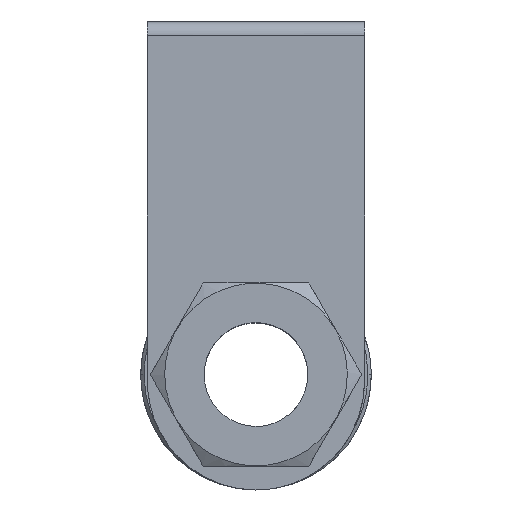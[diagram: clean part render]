
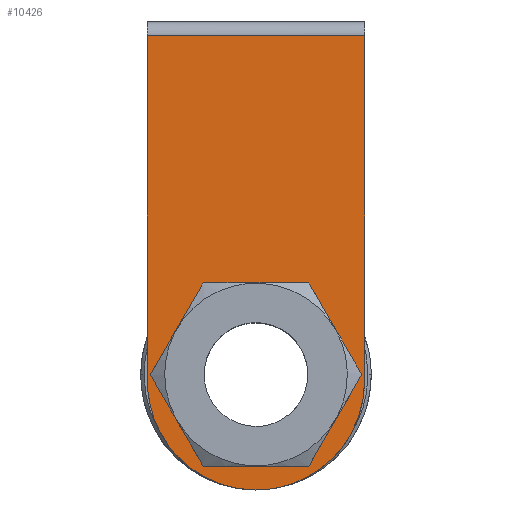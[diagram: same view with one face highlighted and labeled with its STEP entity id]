
A CAD part, top view. The second image highlights one B-rep face of the part: STEP entity #10426.
In plain terms, the highlighted planar face has unit normal (0, 0, 1).
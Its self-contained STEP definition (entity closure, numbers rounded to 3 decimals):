
#235 = VERTEX_POINT ( 'NONE', #5160 ) ;
#477 = ORIENTED_EDGE ( 'NONE', *, *, #11877, .F. ) ;
#541 = CARTESIAN_POINT ( 'NONE',  ( -16., 32.5, 37.5 ) ) ;
#613 = EDGE_LOOP ( 'NONE', ( #9854, #477 ) ) ;
#624 = CARTESIAN_POINT ( 'NONE',  ( -9.1, -17.5, 37.5 ) ) ;
#936 = VERTEX_POINT ( 'NONE', #6267 ) ;
#944 = CARTESIAN_POINT ( 'NONE',  ( 16., 32.5, 37.5 ) ) ;
#1254 = ORIENTED_EDGE ( 'NONE', *, *, #2713, .T. ) ;
#1485 = EDGE_LOOP ( 'NONE', ( #8137, #1254, #8166, #3727, #11064 ) ) ;
#2362 = CARTESIAN_POINT ( 'NONE',  ( -16., 32.5, 37.5 ) ) ;
#2713 = EDGE_CURVE ( 'NONE', #4233, #3938, #9252, .T. ) ;
#2820 = CARTESIAN_POINT ( 'NONE',  ( 16., -18.5, 37.5 ) ) ;
#3303 = CARTESIAN_POINT ( 'NONE',  ( 9.1, -17.5, 37.5 ) ) ;
#3697 = DIRECTION ( 'NONE',  ( 0., -1., 0. ) ) ;
#3716 = VECTOR ( 'NONE', #8989, 1000. ) ;
#3727 = ORIENTED_EDGE ( 'NONE', *, *, #10294, .F. ) ;
#3768 = CARTESIAN_POINT ( 'NONE',  ( 0., -34.5, 37.5 ) ) ;
#3792 =( BOUNDED_CURVE ( )  B_SPLINE_CURVE ( 4, ( #12945, #8375, #14189, #12795, #11786 ),
 .UNSPECIFIED., .F., .T. ) 
 B_SPLINE_CURVE_WITH_KNOTS ( ( 5, 5 ),
 ( 0., 28.588 ),
 .UNSPECIFIED. ) 
 CURVE ( )  GEOMETRIC_REPRESENTATION_ITEM ( )  RATIONAL_B_SPLINE_CURVE ( ( 1., 0.707, 0.667, 0.707, 1. ) ) 
 REPRESENTATION_ITEM ( '' )  );
#3938 = VERTEX_POINT ( 'NONE', #12689 ) ;
#4233 = VERTEX_POINT ( 'NONE', #541 ) ;
#4373 = VERTEX_POINT ( 'NONE', #9658 ) ;
#4439 = CARTESIAN_POINT ( 'NONE',  ( 0., -34.5, 37.5 ) ) ;
#4582 = CARTESIAN_POINT ( 'NONE',  ( -16., -34.5, 37.5 ) ) ;
#4671 = EDGE_CURVE ( 'NONE', #4373, #3938, #12694, .T. ) ;
#5035 = VERTEX_POINT ( 'NONE', #624 ) ;
#5160 = CARTESIAN_POINT ( 'NONE',  ( 16., -18.5, 37.5 ) ) ;
#6267 = CARTESIAN_POINT ( 'NONE',  ( 9.1, -17.5, 37.5 ) ) ;
#7001 = VECTOR ( 'NONE', #10826, 1000. ) ;
#7119 = PLANE ( 'NONE',  #8610 ) ;
#7211 = VECTOR ( 'NONE', #13326, 1000. ) ;
#7517 = CARTESIAN_POINT ( 'NONE',  ( 0., -3.85, 37.5 ) ) ;
#7594 = CARTESIAN_POINT ( 'NONE',  ( 9.1, -8.4, 37.5 ) ) ;
#8100 = CARTESIAN_POINT ( 'NONE',  ( -16., 32.5, 37.5 ) ) ;
#8137 = ORIENTED_EDGE ( 'NONE', *, *, #8943, .F. ) ;
#8166 = ORIENTED_EDGE ( 'NONE', *, *, #4671, .F. ) ;
#8270 = DIRECTION ( 'NONE',  ( 0., 0., -1. ) ) ;
#8375 = CARTESIAN_POINT ( 'NONE',  ( -9.1, -26.6, 37.5 ) ) ;
#8495 = EDGE_CURVE ( 'NONE', #5035, #936, #3792, .T. ) ;
#8610 = AXIS2_PLACEMENT_3D ( 'NONE', #3768, #8270, #3697 ) ;
#8719 = LINE ( 'NONE', #944, #7001 ) ;
#8843 = VERTEX_POINT ( 'NONE', #12296 ) ;
#8877 = CARTESIAN_POINT ( 'NONE',  ( -16., -18.5, 37.5 ) ) ;
#8943 = EDGE_CURVE ( 'NONE', #4233, #8843, #11083, .T. ) ;
#8989 = DIRECTION ( 'NONE',  ( 0., -1., 0. ) ) ;
#9227 = FACE_BOUND ( 'NONE', #613, .T. ) ;
#9252 = LINE ( 'NONE', #8100, #3716 ) ;
#9658 = CARTESIAN_POINT ( 'NONE',  ( 0., -34.5, 37.5 ) ) ;
#9843 = CARTESIAN_POINT ( 'NONE',  ( -9.1, -17.5, 37.5 ) ) ;
#9854 = ORIENTED_EDGE ( 'NONE', *, *, #8495, .F. ) ;
#10137 =( BOUNDED_CURVE ( )  B_SPLINE_CURVE ( 2, ( #2820, #13713, #10261 ),
 .UNSPECIFIED., .F., .F. ) 
 B_SPLINE_CURVE_WITH_KNOTS ( ( 3, 3 ),
 ( 50.265, 75.398 ),
 .UNSPECIFIED. ) 
 CURVE ( )  GEOMETRIC_REPRESENTATION_ITEM ( )  RATIONAL_B_SPLINE_CURVE ( ( 1., 0.707, 1. ) ) 
 REPRESENTATION_ITEM ( '' )  );
#10261 = CARTESIAN_POINT ( 'NONE',  ( 0., -34.5, 37.5 ) ) ;
#10294 = EDGE_CURVE ( 'NONE', #235, #4373, #10137, .T. ) ;
#10426 = ADVANCED_FACE ( 'NONE', ( #11538, #9227 ), #7119, .F. ) ;
#10826 = DIRECTION ( 'NONE',  ( 0., -1., 0. ) ) ;
#11064 = ORIENTED_EDGE ( 'NONE', *, *, #13468, .F. ) ;
#11083 = LINE ( 'NONE', #2362, #7211 ) ;
#11538 = FACE_OUTER_BOUND ( 'NONE', #1485, .T. ) ;
#11678 =( BOUNDED_CURVE ( )  B_SPLINE_CURVE ( 4, ( #3303, #7594, #7517, #12161, #9843 ),
 .UNSPECIFIED., .F., .T. ) 
 B_SPLINE_CURVE_WITH_KNOTS ( ( 5, 5 ),
 ( 28.588, 57.177 ),
 .UNSPECIFIED. ) 
 CURVE ( )  GEOMETRIC_REPRESENTATION_ITEM ( )  RATIONAL_B_SPLINE_CURVE ( ( 1., 0.707, 0.667, 0.707, 1. ) ) 
 REPRESENTATION_ITEM ( '' )  );
#11786 = CARTESIAN_POINT ( 'NONE',  ( 9.1, -17.5, 37.5 ) ) ;
#11877 = EDGE_CURVE ( 'NONE', #936, #5035, #11678, .T. ) ;
#12161 = CARTESIAN_POINT ( 'NONE',  ( -9.1, -8.4, 37.5 ) ) ;
#12296 = CARTESIAN_POINT ( 'NONE',  ( 16., 32.5, 37.5 ) ) ;
#12689 = CARTESIAN_POINT ( 'NONE',  ( -16., -18.5, 37.5 ) ) ;
#12694 =( BOUNDED_CURVE ( )  B_SPLINE_CURVE ( 2, ( #4439, #4582, #8877 ),
 .UNSPECIFIED., .F., .F. ) 
 B_SPLINE_CURVE_WITH_KNOTS ( ( 3, 3 ),
 ( 50.265, 75.398 ),
 .UNSPECIFIED. ) 
 CURVE ( )  GEOMETRIC_REPRESENTATION_ITEM ( )  RATIONAL_B_SPLINE_CURVE ( ( 1., 0.707, 1. ) ) 
 REPRESENTATION_ITEM ( '' )  );
#12795 = CARTESIAN_POINT ( 'NONE',  ( 9.1, -26.6, 37.5 ) ) ;
#12945 = CARTESIAN_POINT ( 'NONE',  ( -9.1, -17.5, 37.5 ) ) ;
#13326 = DIRECTION ( 'NONE',  ( 1., 0., 0. ) ) ;
#13468 = EDGE_CURVE ( 'NONE', #8843, #235, #8719, .T. ) ;
#13713 = CARTESIAN_POINT ( 'NONE',  ( 16., -34.5, 37.5 ) ) ;
#14189 = CARTESIAN_POINT ( 'NONE',  ( 0., -31.15, 37.5 ) ) ;
